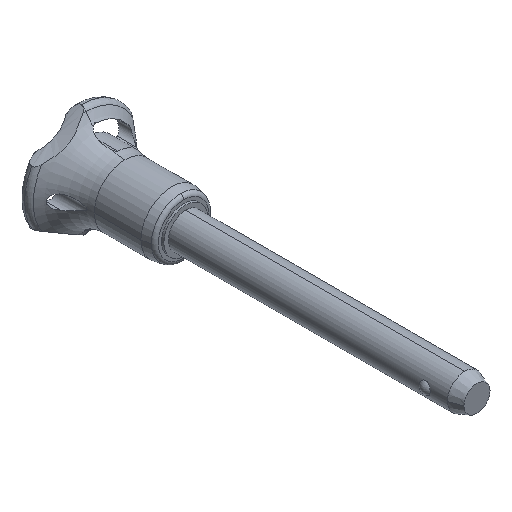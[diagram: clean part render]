
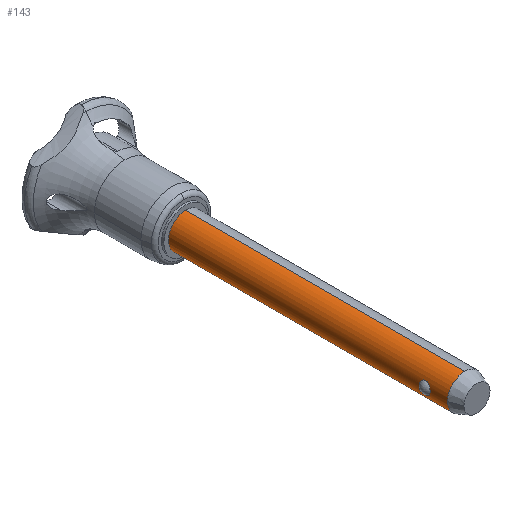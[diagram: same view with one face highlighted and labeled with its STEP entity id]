
A CAD part, isometric view. The second image highlights one B-rep face of the part: STEP entity #143.
In plain terms, the highlighted cylindrical face has radius 3.175 mm (diameter 6.35 mm), a partial arc.
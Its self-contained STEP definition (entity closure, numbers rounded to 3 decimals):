
#143=ADVANCED_FACE('',(#302,#303),#304,.T.);
#302=FACE_OUTER_BOUND('',#474,.T.);
#303=FACE_BOUND('',#475,.T.);
#304=CYLINDRICAL_SURFACE('',#476,3.175);
#474=EDGE_LOOP('',(#831,#832,#833,#834,#835));
#475=EDGE_LOOP('',(#836,#837));
#476=AXIS2_PLACEMENT_3D('',#838,#839,#840);
#831=ORIENTED_EDGE('',*,*,#1198,.F.);
#832=ORIENTED_EDGE('',*,*,#1167,.T.);
#833=ORIENTED_EDGE('',*,*,#1208,.T.);
#834=ORIENTED_EDGE('',*,*,#1199,.F.);
#835=ORIENTED_EDGE('',*,*,#1093,.F.);
#836=ORIENTED_EDGE('',*,*,#1128,.T.);
#837=ORIENTED_EDGE('',*,*,#1129,.T.);
#838=CARTESIAN_POINT('',(0.,-26.543,0.0));
#839=DIRECTION('',(0.,1.0,0.0));
#840=DIRECTION('',(0.0,0.0,-1.0));
#1093=EDGE_CURVE('',#1327,#1328,#1329,.T.);
#1128=EDGE_CURVE('',#1389,#1390,#1391,.T.);
#1129=EDGE_CURVE('',#1390,#1389,#1392,.T.);
#1167=EDGE_CURVE('',#1447,#1445,#1448,.T.);
#1198=EDGE_CURVE('',#1447,#1327,#1493,.T.);
#1199=EDGE_CURVE('',#1328,#1494,#1495,.T.);
#1208=EDGE_CURVE('',#1445,#1494,#1504,.T.);
#1327=VERTEX_POINT('',#2062);
#1328=VERTEX_POINT('',#2063);
#1329=CIRCLE('',#2064,3.175);
#1389=VERTEX_POINT('',#2541);
#1390=VERTEX_POINT('',#2542);
#1391=B_SPLINE_CURVE_WITH_KNOTS('',3,(#2543,#2544,#2545,#2546,#2547,#2548,#2549,#2550,#2551,#2552,#2553,#2554,#2555,#2556,#2557,#2558,#2559,#2560,#2561,#2562,#2563,#2564,#2565,#2566,#2567,#2568),.UNSPECIFIED.,.F.,.F.,(4,2,2,2,2,2,2,2,2,2,2,2,4),(0.0,0.342,0.684,0.852,1.02,1.311,1.601,1.892,2.183,2.351,2.519,2.861,3.203),.UNSPECIFIED.);
#1392=B_SPLINE_CURVE_WITH_KNOTS('',3,(#2569,#2570,#2571,#2572,#2573,#2574,#2575,#2576,#2577,#2578,#2579,#2580,#2581,#2582,#2583,#2584,#2585,#2586,#2587,#2588,#2589,#2590,#2591,#2592,#2593,#2594),.UNSPECIFIED.,.F.,.F.,(4,2,2,2,2,2,2,2,2,2,2,2,4),(3.203,3.545,3.887,4.055,4.223,4.514,4.804,5.095,5.386,5.554,5.722,6.064,6.406),.UNSPECIFIED.);
#1445=VERTEX_POINT('',#2852);
#1447=VERTEX_POINT('',#2855);
#1448=CIRCLE('',#2856,3.175);
#1493=LINE('',#3196,#3197);
#1494=VERTEX_POINT('',#3198);
#1495=LINE('',#3199,#3200);
#1504=CIRCLE('',#3209,3.175);
#2062=CARTESIAN_POINT('',(0.,0.0,-3.175));
#2063=CARTESIAN_POINT('',(0.,0.,3.175));
#2064=AXIS2_PLACEMENT_3D('',#3773,#3774,#3775);
#2541=CARTESIAN_POINT('',(-2.97,-46.716,1.123));
#2542=CARTESIAN_POINT('',(-2.97,-46.716,-1.123));
#2543=CARTESIAN_POINT('',(-2.97,-46.716,1.123));
#2544=CARTESIAN_POINT('',(-2.97,-46.83,1.123));
#2545=CARTESIAN_POINT('',(-2.979,-46.951,1.1));
#2546=CARTESIAN_POINT('',(-3.011,-47.174,1.01));
#2547=CARTESIAN_POINT('',(-3.033,-47.276,0.942));
#2548=CARTESIAN_POINT('',(-3.065,-47.398,0.828));
#2549=CARTESIAN_POINT('',(-3.077,-47.438,0.783));
#2550=CARTESIAN_POINT('',(-3.1,-47.511,0.687));
#2551=CARTESIAN_POINT('',(-3.111,-47.543,0.636));
#2552=CARTESIAN_POINT('',(-3.136,-47.615,0.503));
#2553=CARTESIAN_POINT('',(-3.151,-47.652,0.405));
#2554=CARTESIAN_POINT('',(-3.17,-47.702,0.202));
#2555=CARTESIAN_POINT('',(-3.175,-47.713,0.097));
#2556=CARTESIAN_POINT('',(-3.175,-47.713,-0.097));
#2557=CARTESIAN_POINT('',(-3.17,-47.702,-0.202));
#2558=CARTESIAN_POINT('',(-3.151,-47.652,-0.405));
#2559=CARTESIAN_POINT('',(-3.136,-47.615,-0.503));
#2560=CARTESIAN_POINT('',(-3.111,-47.543,-0.636));
#2561=CARTESIAN_POINT('',(-3.1,-47.511,-0.687));
#2562=CARTESIAN_POINT('',(-3.077,-47.438,-0.783));
#2563=CARTESIAN_POINT('',(-3.065,-47.398,-0.828));
#2564=CARTESIAN_POINT('',(-3.033,-47.276,-0.942));
#2565=CARTESIAN_POINT('',(-3.011,-47.174,-1.01));
#2566=CARTESIAN_POINT('',(-2.979,-46.951,-1.1));
#2567=CARTESIAN_POINT('',(-2.97,-46.83,-1.123));
#2568=CARTESIAN_POINT('',(-2.97,-46.716,-1.123));
#2569=CARTESIAN_POINT('',(-2.97,-46.716,-1.123));
#2570=CARTESIAN_POINT('',(-2.97,-46.602,-1.123));
#2571=CARTESIAN_POINT('',(-2.979,-46.481,-1.1));
#2572=CARTESIAN_POINT('',(-3.011,-46.259,-1.01));
#2573=CARTESIAN_POINT('',(-3.033,-46.157,-0.942));
#2574=CARTESIAN_POINT('',(-3.065,-46.035,-0.828));
#2575=CARTESIAN_POINT('',(-3.077,-45.995,-0.783));
#2576=CARTESIAN_POINT('',(-3.1,-45.922,-0.687));
#2577=CARTESIAN_POINT('',(-3.111,-45.889,-0.636));
#2578=CARTESIAN_POINT('',(-3.136,-45.818,-0.503));
#2579=CARTESIAN_POINT('',(-3.151,-45.781,-0.405));
#2580=CARTESIAN_POINT('',(-3.17,-45.731,-0.202));
#2581=CARTESIAN_POINT('',(-3.175,-45.72,-0.097));
#2582=CARTESIAN_POINT('',(-3.175,-45.72,0.097));
#2583=CARTESIAN_POINT('',(-3.17,-45.731,0.202));
#2584=CARTESIAN_POINT('',(-3.151,-45.781,0.405));
#2585=CARTESIAN_POINT('',(-3.136,-45.818,0.503));
#2586=CARTESIAN_POINT('',(-3.111,-45.889,0.636));
#2587=CARTESIAN_POINT('',(-3.1,-45.922,0.687));
#2588=CARTESIAN_POINT('',(-3.077,-45.995,0.783));
#2589=CARTESIAN_POINT('',(-3.065,-46.035,0.828));
#2590=CARTESIAN_POINT('',(-3.033,-46.157,0.942));
#2591=CARTESIAN_POINT('',(-3.011,-46.259,1.01));
#2592=CARTESIAN_POINT('',(-2.979,-46.481,1.1));
#2593=CARTESIAN_POINT('',(-2.97,-46.602,1.123));
#2594=CARTESIAN_POINT('',(-2.97,-46.716,1.123));
#2852=CARTESIAN_POINT('',(-3.175,-50.876,0.));
#2855=CARTESIAN_POINT('',(0.,-50.876,-3.175));
#2856=AXIS2_PLACEMENT_3D('',#3868,#3869,#3870);
#3196=CARTESIAN_POINT('',(0.,-26.543,-3.175));
#3197=VECTOR('',#3900,1.0);
#3198=CARTESIAN_POINT('',(0.,-50.876,3.175));
#3199=CARTESIAN_POINT('',(0.,-26.543,3.175));
#3200=VECTOR('',#3901,1.0);
#3209=AXIS2_PLACEMENT_3D('',#3914,#3915,#3916);
#3773=CARTESIAN_POINT('',(0.,0.0,0.0));
#3774=DIRECTION('',(0.,1.0,0.0));
#3775=DIRECTION('',(0.0,0.0,-1.0));
#3868=CARTESIAN_POINT('',(0.,-50.876,0.0));
#3869=DIRECTION('',(0.,1.0,0.));
#3870=DIRECTION('',(0.,0.,-1.0));
#3900=DIRECTION('',(0.,1.0,0.0));
#3901=DIRECTION('',(0.,-1.0,-0.0));
#3914=CARTESIAN_POINT('',(0.,-50.876,0.0));
#3915=DIRECTION('',(0.,1.0,0.));
#3916=DIRECTION('',(0.,0.,-1.0));
